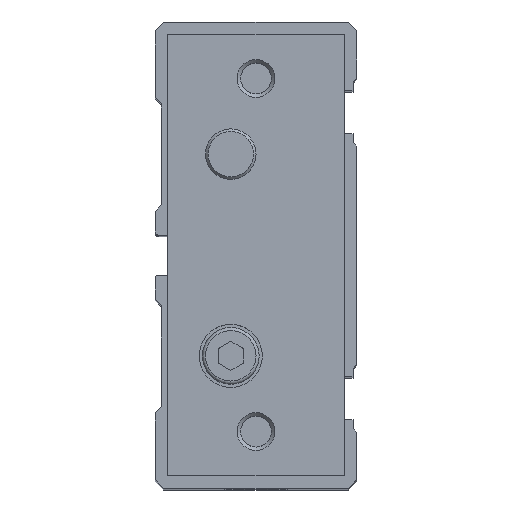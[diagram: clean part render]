
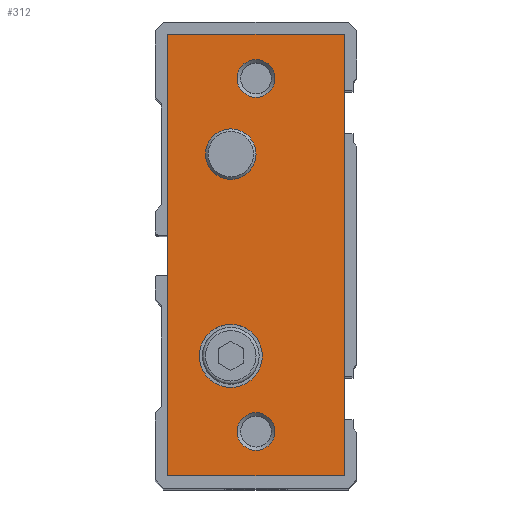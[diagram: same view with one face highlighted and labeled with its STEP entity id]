
A CAD part, top view. The second image highlights one B-rep face of the part: STEP entity #312.
In plain terms, the highlighted face is planar.
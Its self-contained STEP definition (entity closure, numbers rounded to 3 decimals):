
#312 = ADVANCED_FACE( '', ( #724, #725, #726, #727, #728 ), #729, .F. );
#724 = FACE_BOUND( '', #1232, .T. );
#725 = FACE_BOUND( '', #1233, .T. );
#726 = FACE_BOUND( '', #1234, .T. );
#727 = FACE_BOUND( '', #1235, .T. );
#728 = FACE_OUTER_BOUND( '', #1236, .T. );
#729 = PLANE( '', #1237 );
#1232 = EDGE_LOOP( '', ( #2428 ) );
#1233 = EDGE_LOOP( '', ( #2429 ) );
#1234 = EDGE_LOOP( '', ( #2430 ) );
#1235 = EDGE_LOOP( '', ( #2431 ) );
#1236 = EDGE_LOOP( '', ( #2432, #2433, #2434, #2435 ) );
#1237 = AXIS2_PLACEMENT_3D( '', #2436, #2437, #2438 );
#2428 = ORIENTED_EDGE( '', *, *, #3089, .T. );
#2429 = ORIENTED_EDGE( '', *, *, #3090, .T. );
#2430 = ORIENTED_EDGE( '', *, *, #3091, .T. );
#2431 = ORIENTED_EDGE( '', *, *, #3092, .T. );
#2432 = ORIENTED_EDGE( '', *, *, #3093, .F. );
#2433 = ORIENTED_EDGE( '', *, *, #3094, .F. );
#2434 = ORIENTED_EDGE( '', *, *, #3095, .F. );
#2435 = ORIENTED_EDGE( '', *, *, #3096, .F. );
#2436 = CARTESIAN_POINT( '', ( -13.5, 0., 0. ) );
#2437 = DIRECTION( '', ( 1., 0., 0. ) );
#2438 = DIRECTION( '', ( 0., 0., -1. ) );
#3089 = EDGE_CURVE( '', #3711, #3711, #3712, .T. );
#3090 = EDGE_CURVE( '', #3713, #3713, #3714, .T. );
#3091 = EDGE_CURVE( '', #3715, #3715, #3716, .T. );
#3092 = EDGE_CURVE( '', #3717, #3717, #3718, .T. );
#3093 = EDGE_CURVE( '', #3719, #3720, #3721, .T. );
#3094 = EDGE_CURVE( '', #3722, #3719, #3723, .T. );
#3095 = EDGE_CURVE( '', #3724, #3722, #3725, .T. );
#3096 = EDGE_CURVE( '', #3720, #3724, #3726, .T. );
#3711 = VERTEX_POINT( '', #4784 );
#3712 = CIRCLE( '', #4785, 2.5 );
#3713 = VERTEX_POINT( '', #4786 );
#3714 = CIRCLE( '', #4787, 2. );
#3715 = VERTEX_POINT( '', #4788 );
#3716 = CIRCLE( '', #4789, 1.5 );
#3717 = VERTEX_POINT( '', #4790 );
#3718 = CIRCLE( '', #4791, 1.5 );
#3719 = VERTEX_POINT( '', #4792 );
#3720 = VERTEX_POINT( '', #4793 );
#3721 = LINE( '', #4794, #4795 );
#3722 = VERTEX_POINT( '', #4796 );
#3723 = LINE( '', #4797, #4798 );
#3724 = VERTEX_POINT( '', #4799 );
#3725 = LINE( '', #4800, #4801 );
#3726 = LINE( '', #4802, #4803 );
#4784 = CARTESIAN_POINT( '', ( -13.5, -8., -2.5 ) );
#4785 = AXIS2_PLACEMENT_3D( '', #5435, #5436, #5437 );
#4786 = CARTESIAN_POINT( '', ( -13.5, 8., -2. ) );
#4787 = AXIS2_PLACEMENT_3D( '', #5438, #5439, #5440 );
#4788 = CARTESIAN_POINT( '', ( -13.5, 14., 0.5 ) );
#4789 = AXIS2_PLACEMENT_3D( '', #5441, #5442, #5443 );
#4790 = CARTESIAN_POINT( '', ( -13.5, -14., 0.5 ) );
#4791 = AXIS2_PLACEMENT_3D( '', #5444, #5445, #5446 );
#4792 = CARTESIAN_POINT( '', ( -13.5, 17.5, -5. ) );
#4793 = CARTESIAN_POINT( '', ( -13.5, 17.5, 9. ) );
#4794 = CARTESIAN_POINT( '', ( -13.5, 17.5, -5. ) );
#4795 = VECTOR( '', #5447, 1000. );
#4796 = CARTESIAN_POINT( '', ( -13.5, -17.5, -5. ) );
#4797 = CARTESIAN_POINT( '', ( -13.5, -17.5, -5. ) );
#4798 = VECTOR( '', #5448, 1000. );
#4799 = CARTESIAN_POINT( '', ( -13.5, -17.5, 9. ) );
#4800 = CARTESIAN_POINT( '', ( -13.5, -17.5, 9. ) );
#4801 = VECTOR( '', #5449, 1000. );
#4802 = CARTESIAN_POINT( '', ( -13.5, 17.5, 9. ) );
#4803 = VECTOR( '', #5450, 1000. );
#5435 = CARTESIAN_POINT( '', ( -13.5, -8., 0. ) );
#5436 = DIRECTION( '', ( 1., 0., 0. ) );
#5437 = DIRECTION( '', ( 0., 0., -1. ) );
#5438 = CARTESIAN_POINT( '', ( -13.5, 8., 0. ) );
#5439 = DIRECTION( '', ( 1., 0., 0. ) );
#5440 = DIRECTION( '', ( 0., 0., -1. ) );
#5441 = CARTESIAN_POINT( '', ( -13.5, 14., 2. ) );
#5442 = DIRECTION( '', ( 1., 0., 0. ) );
#5443 = DIRECTION( '', ( 0., 0., -1. ) );
#5444 = CARTESIAN_POINT( '', ( -13.5, -14., 2. ) );
#5445 = DIRECTION( '', ( 1., 0., 0. ) );
#5446 = DIRECTION( '', ( 0., 0., -1. ) );
#5447 = DIRECTION( '', ( 0., 0., 1. ) );
#5448 = DIRECTION( '', ( 0., 1., 0. ) );
#5449 = DIRECTION( '', ( 0., 0., -1. ) );
#5450 = DIRECTION( '', ( 0., -1., 0. ) );
